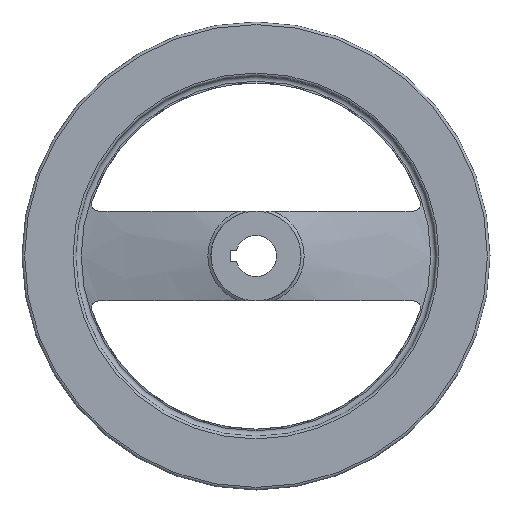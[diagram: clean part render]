
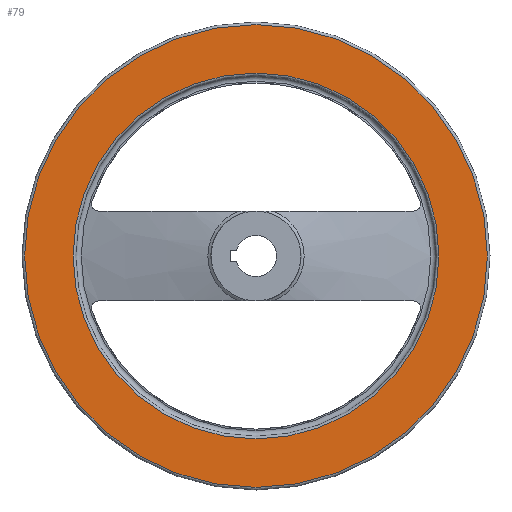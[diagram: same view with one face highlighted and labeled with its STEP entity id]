
A CAD part, left-side view. The second image highlights one B-rep face of the part: STEP entity #79.
In plain terms, the highlighted planar face has unit normal (-1, 0, 0).
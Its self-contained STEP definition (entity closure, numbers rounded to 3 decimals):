
#79 = ADVANCED_FACE( '', ( #176, #177 ), #178, .F. );
#176 = FACE_OUTER_BOUND( '', #291, .T. );
#177 = FACE_BOUND( '', #292, .T. );
#178 = PLANE( '', #293 );
#291 = EDGE_LOOP( '', ( #456 ) );
#292 = EDGE_LOOP( '', ( #457 ) );
#293 = AXIS2_PLACEMENT_3D( '', #458, #459, #460 );
#456 = ORIENTED_EDGE( '', *, *, #665, .F. );
#457 = ORIENTED_EDGE( '', *, *, #671, .T. );
#458 = CARTESIAN_POINT( '', ( 26.6, 97.713, 0. ) );
#459 = DIRECTION( '', ( 1., 0., 0. ) );
#460 = DIRECTION( '', ( 0., 0., -1. ) );
#665 = EDGE_CURVE( '', #793, #793, #794, .T. );
#671 = EDGE_CURVE( '', #803, #803, #804, .T. );
#793 = VERTEX_POINT( '', #1138 );
#794 = CIRCLE( '', #1139, 123.6 );
#803 = VERTEX_POINT( '', #1148 );
#804 = CIRCLE( '', #1149, 97.713 );
#1138 = CARTESIAN_POINT( '', ( 26.6, 0., -123.6 ) );
#1139 = AXIS2_PLACEMENT_3D( '', #1410, #1411, #1412 );
#1148 = CARTESIAN_POINT( '', ( 26.6, 0., -97.713 ) );
#1149 = AXIS2_PLACEMENT_3D( '', #1422, #1423, #1424 );
#1410 = CARTESIAN_POINT( '', ( 26.6, 0., 0. ) );
#1411 = DIRECTION( '', ( 1., 0., 0. ) );
#1412 = DIRECTION( '', ( 0., 0., -1. ) );
#1422 = CARTESIAN_POINT( '', ( 26.6, 0., 0. ) );
#1423 = DIRECTION( '', ( 1., 0., 0. ) );
#1424 = DIRECTION( '', ( 0., 0., -1. ) );
